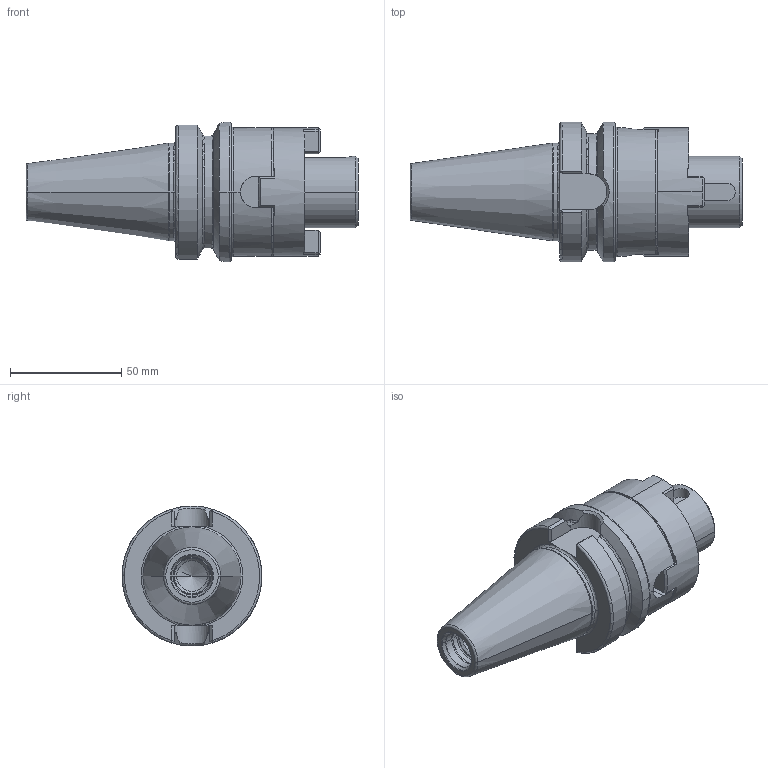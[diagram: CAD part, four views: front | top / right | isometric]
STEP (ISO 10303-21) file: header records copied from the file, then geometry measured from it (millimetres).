
FILE_DESCRIPTION((''),'2;1');
FILE_NAME('40-540-32_ASM','2011-08-22T',('mei'),(''),'PRO/ENGINEER BY PARAMETRIC TECHNOLOGY CORPORATION, 2010430','PRO/ENGINEER BY PARAMETRIC TECHNOLOGY CORPORATION, 2010430','');
FILE_SCHEMA(('CONFIG_CONTROL_DESIGN'));
Length unit declared in the file: millimetre
Products named in the file (3): 40-540-32; 85-200-32; 40-540-32_ASM
Assembly tree (2 placements, depth 2):
  40-540-32_ASM
    40-540-32
    85-200-32
Bounding box: 149.4 x 62.98 x 62.98 mm (x, y, z)
Volume: 223030.9 mm3; surface area: 42193.2 mm2
Topology: 2 solids, 4 shells, 188 faces, 494 edges, 312 vertices
Faces by surface type: plane 92, cylinder 38, cone 28, torus 24, bspline 6
Entity records: 6457 total; most frequent: CARTESIAN_POINT 1781, ORIENTED_EDGE 968, DIRECTION 962, EDGE_CURVE 488, AXIS2_PLACEMENT_3D 363, VERTEX_POINT 312, VECTOR 236, LINE 236
